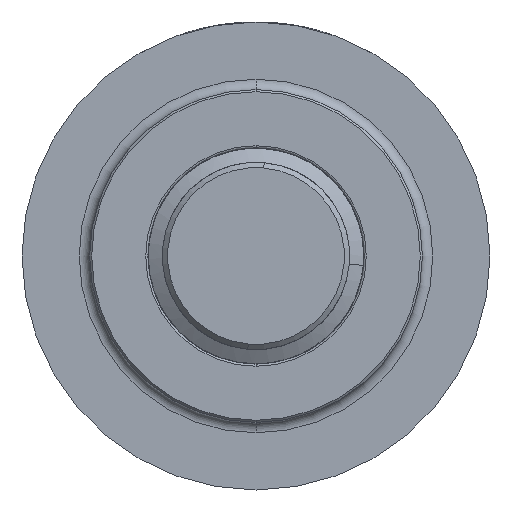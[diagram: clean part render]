
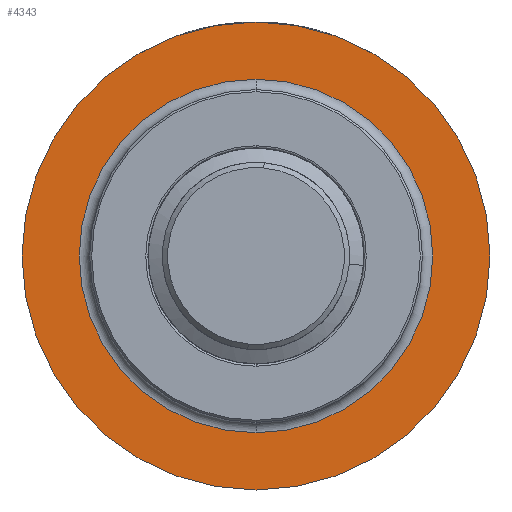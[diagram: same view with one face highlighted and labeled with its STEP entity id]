
A CAD part, front view. The second image highlights one B-rep face of the part: STEP entity #4343.
In plain terms, the highlighted planar face has unit normal (0, -1, 0).
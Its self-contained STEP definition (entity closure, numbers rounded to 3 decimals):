
#213 = EDGE_CURVE ( 'NONE', #2372, #7229, #5139, .T. ) ;
#361 = CIRCLE ( 'NONE', #7024, 17. ) ;
#458 = CARTESIAN_POINT ( 'NONE',  ( 0., 1.42, 0. ) ) ;
#485 = DIRECTION ( 'NONE',  ( 0., 0., -1. ) ) ;
#611 = CARTESIAN_POINT ( 'NONE',  ( 0., 1.42, -17. ) ) ;
#744 = DIRECTION ( 'NONE',  ( 0., -1., 0. ) ) ;
#1495 = ORIENTED_EDGE ( 'NONE', *, *, #1731, .F. ) ;
#1731 = EDGE_CURVE ( 'NONE', #4858, #4863, #361, .T. ) ;
#1759 = CARTESIAN_POINT ( 'NONE',  ( 0., 1.42, 0. ) ) ;
#1877 = CARTESIAN_POINT ( 'NONE',  ( 0., 1.42, 0. ) ) ;
#2128 = AXIS2_PLACEMENT_3D ( 'NONE', #3757, #4500, #2512 ) ;
#2157 = EDGE_CURVE ( 'NONE', #4863, #4858, #3843, .T. ) ;
#2372 = VERTEX_POINT ( 'NONE', #7399 ) ;
#2455 = EDGE_LOOP ( 'NONE', ( #1495, #4382 ) ) ;
#2512 = DIRECTION ( 'NONE',  ( 0., 0., -1. ) ) ;
#3284 = CARTESIAN_POINT ( 'NONE',  ( 0., 1.42, 0. ) ) ;
#3458 = ORIENTED_EDGE ( 'NONE', *, *, #4000, .T. ) ;
#3521 = DIRECTION ( 'NONE',  ( 0., -1., 0. ) ) ;
#3536 = ORIENTED_EDGE ( 'NONE', *, *, #213, .T. ) ;
#3757 = CARTESIAN_POINT ( 'NONE',  ( 17., 1.42, 0. ) ) ;
#3843 = CIRCLE ( 'NONE', #6052, 17. ) ;
#3880 = FACE_BOUND ( 'NONE', #2455, .T. ) ;
#3937 = DIRECTION ( 'NONE',  ( 0., 0., -1. ) ) ;
#4000 = EDGE_CURVE ( 'NONE', #7229, #2372, #6525, .T. ) ;
#4343 = ADVANCED_FACE ( 'NONE', ( #7188, #3880 ), #7482, .T. ) ;
#4366 = DIRECTION ( 'NONE',  ( 0., -1., 0. ) ) ;
#4382 = ORIENTED_EDGE ( 'NONE', *, *, #2157, .F. ) ;
#4388 = AXIS2_PLACEMENT_3D ( 'NONE', #1759, #3521, #4913 ) ;
#4482 = DIRECTION ( 'NONE',  ( 0., 0., -1. ) ) ;
#4500 = DIRECTION ( 'NONE',  ( 0., -1., 0. ) ) ;
#4572 = AXIS2_PLACEMENT_3D ( 'NONE', #458, #5440, #485 ) ;
#4858 = VERTEX_POINT ( 'NONE', #611 ) ;
#4863 = VERTEX_POINT ( 'NONE', #6782 ) ;
#4913 = DIRECTION ( 'NONE',  ( 0., 0., -1. ) ) ;
#5139 = CIRCLE ( 'NONE', #4388, 22.5 ) ;
#5440 = DIRECTION ( 'NONE',  ( 0., -1., 0. ) ) ;
#6052 = AXIS2_PLACEMENT_3D ( 'NONE', #3284, #744, #3937 ) ;
#6525 = CIRCLE ( 'NONE', #4572, 22.5 ) ;
#6782 = CARTESIAN_POINT ( 'NONE',  ( 0., 1.42, 17. ) ) ;
#6955 = CARTESIAN_POINT ( 'NONE',  ( 0., 1.42, 22.5 ) ) ;
#7024 = AXIS2_PLACEMENT_3D ( 'NONE', #1877, #4366, #4482 ) ;
#7186 = EDGE_LOOP ( 'NONE', ( #3536, #3458 ) ) ;
#7188 = FACE_OUTER_BOUND ( 'NONE', #7186, .T. ) ;
#7229 = VERTEX_POINT ( 'NONE', #6955 ) ;
#7399 = CARTESIAN_POINT ( 'NONE',  ( 0., 1.42, -22.5 ) ) ;
#7482 = PLANE ( 'NONE',  #2128 ) ;
